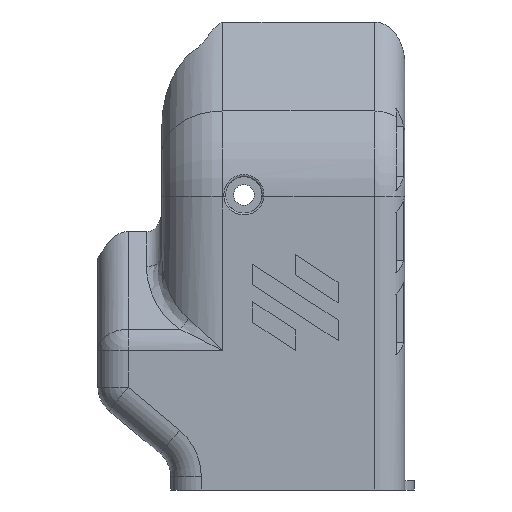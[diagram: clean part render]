
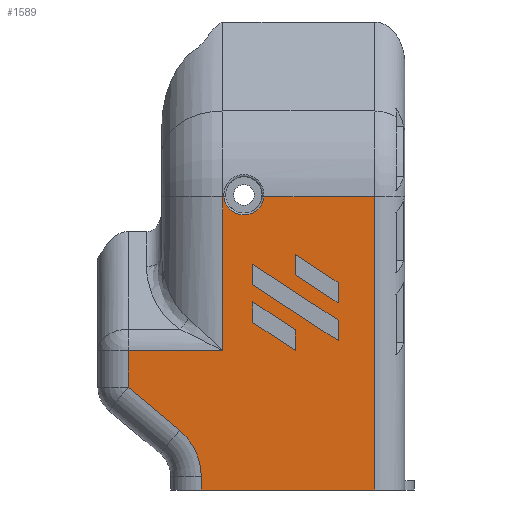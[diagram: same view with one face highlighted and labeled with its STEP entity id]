
A CAD part, left-side view. The second image highlights one B-rep face of the part: STEP entity #1589.
In plain terms, the highlighted planar face has unit normal (-1, 0, 0).
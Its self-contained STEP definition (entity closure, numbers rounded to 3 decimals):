
#722=CARTESIAN_POINT('',(-28.,2.,48.216));
#723=VERTEX_POINT('',#722);
#731=CARTESIAN_POINT('',(-28.,2.,-0.));
#732=VERTEX_POINT('',#731);
#733=CARTESIAN_POINT('',(-28.,2.,-0.));
#734=DIRECTION('',(0.,-0.,1.));
#735=VECTOR('',#734,48.216);
#736=LINE('',#733,#735);
#737=EDGE_CURVE('',#732,#723,#736,.T.);
#847=CARTESIAN_POINT('',(-28.,30.5,-0.));
#848=VERTEX_POINT('',#847);
#849=CARTESIAN_POINT('',(-28.,30.5,-0.));
#850=DIRECTION('',(0.,-1.,-0.));
#851=VECTOR('',#850,28.5);
#852=LINE('',#849,#851);
#853=EDGE_CURVE('',#848,#732,#852,.T.);
#1406=CARTESIAN_POINT('',(-28.,15.5,1.5));
#1407=DIRECTION('',(1.,0.,0.));
#1408=DIRECTION('',(0.,-1.,-0.));
#1409=AXIS2_PLACEMENT_3D('',#1406,#1407,#1408);
#1410=PLANE('',#1409);
#1411=CARTESIAN_POINT('',(-28.,8.004,24.575));
#1412=VERTEX_POINT('',#1411);
#1413=CARTESIAN_POINT('',(-28.,22.028,33.794));
#1414=VERTEX_POINT('',#1413);
#1415=CARTESIAN_POINT('',(-28.,8.004,24.575));
#1416=DIRECTION('',(-0.,0.836,0.549));
#1417=VECTOR('',#1416,16.783);
#1418=LINE('',#1415,#1417);
#1419=EDGE_CURVE('',#1412,#1414,#1418,.T.);
#1420=ORIENTED_EDGE('',*,*,#1419,.T.);
#1421=CARTESIAN_POINT('',(-28.,22.028,37.163));
#1422=VERTEX_POINT('',#1421);
#1423=CARTESIAN_POINT('',(-28.,22.028,33.794));
#1424=DIRECTION('',(-0.,0.,1.));
#1425=VECTOR('',#1424,3.369);
#1426=LINE('',#1423,#1425);
#1427=EDGE_CURVE('',#1414,#1422,#1426,.T.);
#1428=ORIENTED_EDGE('',*,*,#1427,.T.);
#1429=CARTESIAN_POINT('',(-28.,8.004,27.945));
#1430=VERTEX_POINT('',#1429);
#1431=CARTESIAN_POINT('',(-28.,8.004,27.945));
#1432=DIRECTION('',(-0.,0.836,0.549));
#1433=VECTOR('',#1432,16.782);
#1434=LINE('',#1431,#1433);
#1435=EDGE_CURVE('',#1430,#1422,#1434,.T.);
#1436=ORIENTED_EDGE('',*,*,#1435,.F.);
#1437=CARTESIAN_POINT('',(-28.,8.004,27.945));
#1438=DIRECTION('',(0.,-0.,-1.));
#1439=VECTOR('',#1438,3.37);
#1440=LINE('',#1437,#1439);
#1441=EDGE_CURVE('',#1430,#1412,#1440,.T.);
#1442=ORIENTED_EDGE('',*,*,#1441,.T.);
#1443=EDGE_LOOP('',(#1420,#1428,#1436,#1442));
#1444=FACE_BOUND('',#1443,.T.);
#1445=CARTESIAN_POINT('',(-28.,15.016,38.764));
#1446=VERTEX_POINT('',#1445);
#1447=CARTESIAN_POINT('',(-28.,8.004,34.154));
#1448=VERTEX_POINT('',#1447);
#1449=CARTESIAN_POINT('',(-28.,15.016,38.764));
#1450=DIRECTION('',(0.,-0.836,-0.549));
#1451=VECTOR('',#1450,8.391);
#1452=LINE('',#1449,#1451);
#1453=EDGE_CURVE('',#1446,#1448,#1452,.T.);
#1454=ORIENTED_EDGE('',*,*,#1453,.T.);
#1455=CARTESIAN_POINT('',(-28.,8.004,30.784));
#1456=VERTEX_POINT('',#1455);
#1457=CARTESIAN_POINT('',(-28.,8.004,34.154));
#1458=DIRECTION('',(0.,-0.,-1.));
#1459=VECTOR('',#1458,3.37);
#1460=LINE('',#1457,#1459);
#1461=EDGE_CURVE('',#1448,#1456,#1460,.T.);
#1462=ORIENTED_EDGE('',*,*,#1461,.T.);
#1463=CARTESIAN_POINT('',(-28.,15.016,35.394));
#1464=VERTEX_POINT('',#1463);
#1465=CARTESIAN_POINT('',(-28.,15.016,35.394));
#1466=DIRECTION('',(0.,-0.836,-0.549));
#1467=VECTOR('',#1466,8.391);
#1468=LINE('',#1465,#1467);
#1469=EDGE_CURVE('',#1464,#1456,#1468,.T.);
#1470=ORIENTED_EDGE('',*,*,#1469,.F.);
#1471=CARTESIAN_POINT('',(-28.,15.016,35.394));
#1472=DIRECTION('',(-0.,0.,1.));
#1473=VECTOR('',#1472,3.37);
#1474=LINE('',#1471,#1473);
#1475=EDGE_CURVE('',#1464,#1446,#1474,.T.);
#1476=ORIENTED_EDGE('',*,*,#1475,.T.);
#1477=EDGE_LOOP('',(#1454,#1462,#1470,#1476));
#1478=FACE_BOUND('',#1477,.T.);
#1479=CARTESIAN_POINT('',(-28.,22.028,30.954));
#1480=VERTEX_POINT('',#1479);
#1481=CARTESIAN_POINT('',(-28.,15.016,26.346));
#1482=VERTEX_POINT('',#1481);
#1483=CARTESIAN_POINT('',(-28.,22.028,30.954));
#1484=DIRECTION('',(0.,-0.836,-0.549));
#1485=VECTOR('',#1484,8.391);
#1486=LINE('',#1483,#1485);
#1487=EDGE_CURVE('',#1480,#1482,#1486,.T.);
#1488=ORIENTED_EDGE('',*,*,#1487,.T.);
#1489=CARTESIAN_POINT('',(-28.,15.016,22.976));
#1490=VERTEX_POINT('',#1489);
#1491=CARTESIAN_POINT('',(-28.,15.016,26.346));
#1492=DIRECTION('',(0.,-0.,-1.));
#1493=VECTOR('',#1492,3.37);
#1494=LINE('',#1491,#1493);
#1495=EDGE_CURVE('',#1482,#1490,#1494,.T.);
#1496=ORIENTED_EDGE('',*,*,#1495,.T.);
#1497=CARTESIAN_POINT('',(-28.,22.028,27.585));
#1498=VERTEX_POINT('',#1497);
#1499=CARTESIAN_POINT('',(-28.,15.016,22.976));
#1500=DIRECTION('',(-0.,0.836,0.549));
#1501=VECTOR('',#1500,8.391);
#1502=LINE('',#1499,#1501);
#1503=EDGE_CURVE('',#1490,#1498,#1502,.T.);
#1504=ORIENTED_EDGE('',*,*,#1503,.T.);
#1505=CARTESIAN_POINT('',(-28.,22.028,27.585));
#1506=DIRECTION('',(-0.,0.,1.));
#1507=VECTOR('',#1506,3.37);
#1508=LINE('',#1505,#1507);
#1509=EDGE_CURVE('',#1498,#1480,#1508,.T.);
#1510=ORIENTED_EDGE('',*,*,#1509,.T.);
#1511=EDGE_LOOP('',(#1488,#1496,#1504,#1510));
#1512=FACE_BOUND('',#1511,.T.);
#1513=CARTESIAN_POINT('',(-28.,26.783,48.216));
#1514=VERTEX_POINT('',#1513);
#1515=CARTESIAN_POINT('',(-28.,27.,48.216));
#1516=VERTEX_POINT('',#1515);
#1517=CARTESIAN_POINT('',(-28.,26.783,48.216));
#1518=DIRECTION('',(-0.,1.,0.));
#1519=VECTOR('',#1518,0.217);
#1520=LINE('',#1517,#1519);
#1521=EDGE_CURVE('',#1514,#1516,#1520,.T.);
#1522=ORIENTED_EDGE('',*,*,#1521,.T.);
#1523=CARTESIAN_POINT('',(-28.,27.,22.929));
#1524=VERTEX_POINT('',#1523);
#1525=CARTESIAN_POINT('',(-28.,27.,48.216));
#1526=DIRECTION('',(-0.,0.,-1.));
#1527=VECTOR('',#1526,25.287);
#1528=LINE('',#1525,#1527);
#1529=EDGE_CURVE('',#1516,#1524,#1528,.T.);
#1530=ORIENTED_EDGE('',*,*,#1529,.T.);
#1531=CARTESIAN_POINT('',(-28.,42.5,22.929));
#1532=VERTEX_POINT('',#1531);
#1533=CARTESIAN_POINT('',(-28.,27.,22.929));
#1534=DIRECTION('',(-0.,1.,0.));
#1535=VECTOR('',#1534,15.5);
#1536=LINE('',#1533,#1535);
#1537=EDGE_CURVE('',#1524,#1532,#1536,.T.);
#1538=ORIENTED_EDGE('',*,*,#1537,.T.);
#1539=CARTESIAN_POINT('',(-28.,42.5,16.901));
#1540=VERTEX_POINT('',#1539);
#1541=CARTESIAN_POINT('',(-28.,42.5,22.929));
#1542=DIRECTION('',(-0.,0.,-1.));
#1543=VECTOR('',#1542,6.028);
#1544=LINE('',#1541,#1543);
#1545=EDGE_CURVE('',#1532,#1540,#1544,.T.);
#1546=ORIENTED_EDGE('',*,*,#1545,.T.);
#1547=CARTESIAN_POINT('',(-28.,34.072,9.829));
#1548=VERTEX_POINT('',#1547);
#1549=CARTESIAN_POINT('',(-28.,42.5,16.901));
#1550=DIRECTION('',(0.,-0.766,-0.643));
#1551=VECTOR('',#1550,11.002);
#1552=LINE('',#1549,#1551);
#1553=EDGE_CURVE('',#1540,#1548,#1552,.T.);
#1554=ORIENTED_EDGE('',*,*,#1553,.T.);
#1555=CARTESIAN_POINT('',(-28.,30.5,2.168));
#1556=VERTEX_POINT('',#1555);
#1557=CARTESIAN_POINT('',(-28.,40.5,2.168));
#1558=DIRECTION('',(1.,0.,0.));
#1559=DIRECTION('',(0.,-1.,-0.));
#1560=AXIS2_PLACEMENT_3D('',#1557,#1558,#1559);
#1561=CIRCLE('',#1560,10.);
#1562=EDGE_CURVE('',#1548,#1556,#1561,.T.);
#1563=ORIENTED_EDGE('',*,*,#1562,.T.);
#1564=CARTESIAN_POINT('',(-28.,30.5,2.168));
#1565=DIRECTION('',(-0.,0.,-1.));
#1566=VECTOR('',#1565,2.168);
#1567=LINE('',#1564,#1566);
#1568=EDGE_CURVE('',#1556,#848,#1567,.T.);
#1569=ORIENTED_EDGE('',*,*,#1568,.T.);
#1570=ORIENTED_EDGE('',*,*,#853,.T.);
#1571=ORIENTED_EDGE('',*,*,#737,.T.);
#1572=CARTESIAN_POINT('',(-28.,20.217,48.216));
#1573=VERTEX_POINT('',#1572);
#1574=CARTESIAN_POINT('',(-28.,2.,48.216));
#1575=DIRECTION('',(-0.,1.,0.));
#1576=VECTOR('',#1575,18.217);
#1577=LINE('',#1574,#1576);
#1578=EDGE_CURVE('',#723,#1573,#1577,.T.);
#1579=ORIENTED_EDGE('',*,*,#1578,.T.);
#1580=CARTESIAN_POINT('',(-28.,23.5,48.55));
#1581=DIRECTION('',(1.,0.,0.));
#1582=DIRECTION('',(-0.,1.,0.));
#1583=AXIS2_PLACEMENT_3D('',#1580,#1581,#1582);
#1584=CIRCLE('',#1583,3.3);
#1585=EDGE_CURVE('',#1573,#1514,#1584,.T.);
#1586=ORIENTED_EDGE('',*,*,#1585,.T.);
#1587=EDGE_LOOP('',(#1522,#1530,#1538,#1546,#1554,#1563,#1569,#1570,#1571,#1579,#1586));
#1588=FACE_BOUND('',#1587,.T.);
#1589=ADVANCED_FACE('',(#1444,#1478,#1512,#1588),#1410,.F.);
